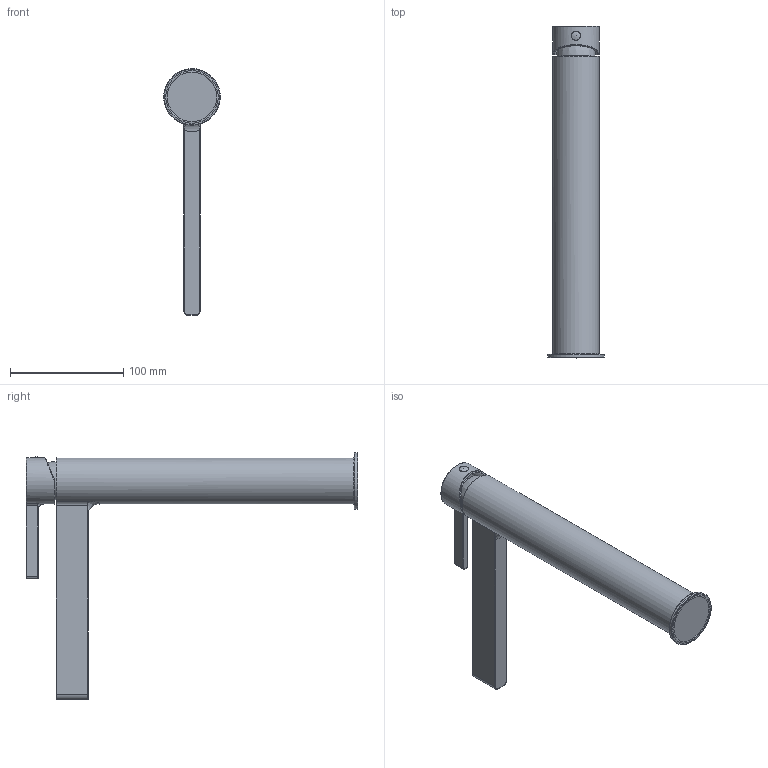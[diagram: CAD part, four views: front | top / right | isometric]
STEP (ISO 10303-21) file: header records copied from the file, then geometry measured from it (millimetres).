
FILE_DESCRIPTION(/* description */ (''),/* implementation_level */ '2;1');
FILE_NAME(/* name */ 'PXL01.stp',/* time_stamp */ '2017-09-18T08:51:57-04:00',/* author */ ('francoisj'),/* organization */ (''),/* preprocessor_version */ 'ST-DEVELOPER v15.6',/* originating_system */ 'Autodesk Inventor 2015',/* authorisation */ '');
FILE_SCHEMA (('CONFIG_CONTROL_DESIGN'));
Length unit declared in the file: millimetre
Products named in the file (1): PXL01
Bounding box: 49.98 x 293.3 x 217.99 mm (x, y, z)
Volume: 449529.4 mm3; surface area: 64971.4 mm2
Topology: 2 solids, 2 shells, 121 faces, 272 edges, 157 vertices
Faces by surface type: cylinder 47, torus 32, plane 29, bspline 7, sphere 6
Full cylindrical faces by diameter (mm): 8 x1, 38 x1, 41 x2, 50 x1
Entity records: 4261 total; most frequent: CARTESIAN_POINT 1453, DIRECTION 595, ORIENTED_EDGE 506, AXIS2_PLACEMENT_3D 255, EDGE_CURVE 253, VERTEX_POINT 153, EDGE_LOOP 138, CIRCLE 131
